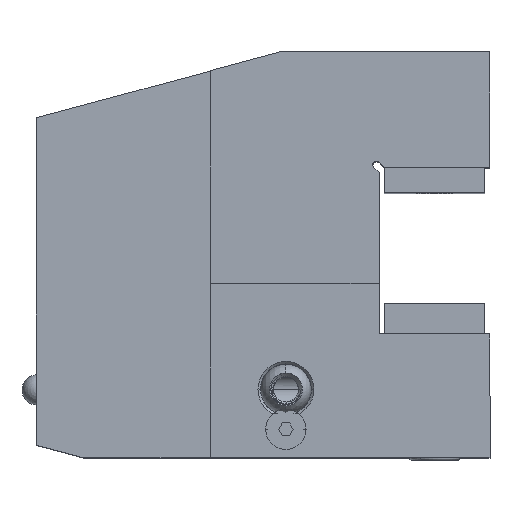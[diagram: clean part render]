
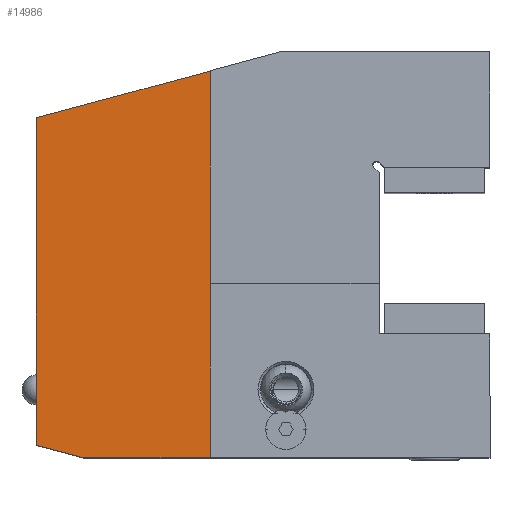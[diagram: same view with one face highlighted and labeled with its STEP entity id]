
A CAD part, top view. The second image highlights one B-rep face of the part: STEP entity #14986.
In plain terms, the highlighted planar face has unit normal (0, 0, 1).
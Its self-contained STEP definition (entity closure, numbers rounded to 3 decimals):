
#6851 = DIRECTION ( 'NONE',  ( 0., 1., 0. ) ) ;
#6869 = CARTESIAN_POINT ( 'NONE',  ( -42.5, 0., 93. ) ) ;
#6911 = CARTESIAN_POINT ( 'NONE',  ( -42.5, -30., 93. ) ) ;
#6923 = CARTESIAN_POINT ( 'NONE',  ( 0., -32.5, 93. ) ) ;
#6935 = DIRECTION ( 'NONE',  ( 1., 0., 0. ) ) ;
#6937 = DIRECTION ( 'NONE',  ( -0.966, 0.259, 0. ) ) ;
#9124 = VERTEX_POINT ( 'NONE', #32773 ) ;
#9173 = VERTEX_POINT ( 'NONE', #30963 ) ;
#9211 = VERTEX_POINT ( 'NONE', #30965 ) ;
#9338 = VERTEX_POINT ( 'NONE', #31096 ) ;
#9358 = VERTEX_POINT ( 'NONE', #31177 ) ;
#13054 = ORIENTED_EDGE ( 'NONE', *, *, #42659, .T. ) ;
#13077 = ORIENTED_EDGE ( 'NONE', *, *, #42616, .F. ) ;
#13082 = ORIENTED_EDGE ( 'NONE', *, *, #42496, .T. ) ;
#13118 = ORIENTED_EDGE ( 'NONE', *, *, #42480, .F. ) ;
#13178 = ORIENTED_EDGE ( 'NONE', *, *, #42501, .F. ) ;
#14986 = ADVANCED_FACE ( 'NONE', ( #36353 ), #28432, .T. ) ;
#28421 = CARTESIAN_POINT ( 'NONE',  ( 0., -32.5, 93. ) ) ;
#28430 = DIRECTION ( 'NONE',  ( 1., 0., 0. ) ) ;
#28432 = PLANE ( 'NONE',  #29467 ) ;
#28449 = DIRECTION ( 'NONE',  ( 0., 0., 1. ) ) ;
#29467 = AXIS2_PLACEMENT_3D ( 'NONE', #28421, #28449, #28430 ) ;
#30963 = CARTESIAN_POINT ( 'NONE',  ( -42.5, 35., 93. ) ) ;
#30965 = CARTESIAN_POINT ( 'NONE',  ( -8., -32.5, 93. ) ) ;
#31096 = CARTESIAN_POINT ( 'NONE',  ( -42.5, -30., 93. ) ) ;
#31177 = CARTESIAN_POINT ( 'NONE',  ( -8., 44.244, 93. ) ) ;
#32501 = CARTESIAN_POINT ( 'NONE',  ( -42.5, 35., 93. ) ) ;
#32558 = DIRECTION ( 'NONE',  ( 0.966, 0.259, 0. ) ) ;
#32773 = CARTESIAN_POINT ( 'NONE',  ( -33.17, -32.5, 93. ) ) ;
#32865 = DIRECTION ( 'NONE',  ( 0., 1., 0. ) ) ;
#32915 = CARTESIAN_POINT ( 'NONE',  ( -8., -32.5, 93. ) ) ;
#36353 = FACE_OUTER_BOUND ( 'NONE', #67263, .T. ) ;
#42480 = EDGE_CURVE ( 'NONE', #9338, #9173, #60541, .T. ) ;
#42496 = EDGE_CURVE ( 'NONE', #9124, #9211, #60430, .T. ) ;
#42501 = EDGE_CURVE ( 'NONE', #9124, #9338, #60477, .T. ) ;
#42616 = EDGE_CURVE ( 'NONE', #9173, #9358, #60783, .T. ) ;
#42659 = EDGE_CURVE ( 'NONE', #9211, #9358, #60865, .T. ) ;
#60430 = LINE ( 'NONE', #6923, #60463 ) ;
#60463 = VECTOR ( 'NONE', #6935, 1000. ) ;
#60477 = LINE ( 'NONE', #6911, #60503 ) ;
#60493 = VECTOR ( 'NONE', #6851, 1000. ) ;
#60503 = VECTOR ( 'NONE', #6937, 1000. ) ;
#60541 = LINE ( 'NONE', #6869, #60493 ) ;
#60737 = VECTOR ( 'NONE', #32558, 1000. ) ;
#60783 = LINE ( 'NONE', #32501, #60737 ) ;
#60865 = LINE ( 'NONE', #32915, #60992 ) ;
#60992 = VECTOR ( 'NONE', #32865, 1000. ) ;
#67263 = EDGE_LOOP ( 'NONE', ( #13118, #13178, #13082, #13054, #13077 ) ) ;
